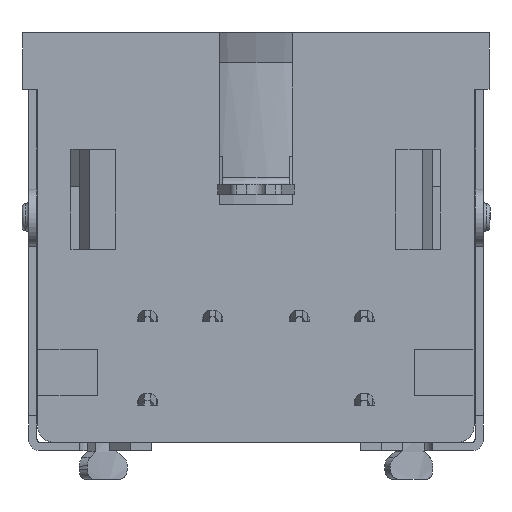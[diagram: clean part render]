
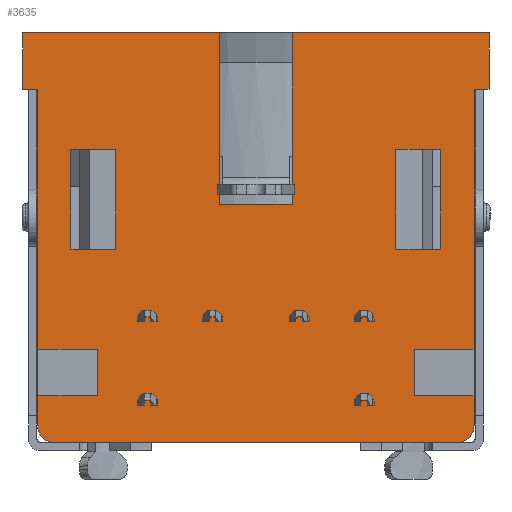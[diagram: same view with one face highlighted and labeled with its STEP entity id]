
A CAD part, front view. The second image highlights one B-rep face of the part: STEP entity #3635.
In plain terms, the highlighted planar face has unit normal (0, -1, 0).
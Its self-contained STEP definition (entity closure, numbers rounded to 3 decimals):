
#3531 = VERTEX_POINT('',#3532);
#3532 = CARTESIAN_POINT('',(8.1,0.,0.));
#3538 = EDGE_CURVE('',#3539,#3531,#3541,.T.);
#3539 = VERTEX_POINT('',#3540);
#3540 = CARTESIAN_POINT('',(14.,0.,0.));
#3541 = LINE('',#3542,#3543);
#3542 = CARTESIAN_POINT('',(14.,0.,0.));
#3543 = VECTOR('',#3544,1.);
#3544 = DIRECTION('',(-1.,0.,0.));
#3563 = VERTEX_POINT('',#3564);
#3564 = CARTESIAN_POINT('',(0.,0.,0.));
#3570 = EDGE_CURVE('',#3571,#3563,#3573,.T.);
#3571 = VERTEX_POINT('',#3572);
#3572 = CARTESIAN_POINT('',(5.9,0.,0.));
#3573 = LINE('',#3574,#3575);
#3574 = CARTESIAN_POINT('',(14.,0.,0.));
#3575 = VECTOR('',#3576,1.);
#3576 = DIRECTION('',(-1.,0.,0.));
#3609 = EDGE_CURVE('',#3539,#3610,#3612,.T.);
#3610 = VERTEX_POINT('',#3611);
#3611 = CARTESIAN_POINT('',(14.,0.,-1.7));
#3612 = LINE('',#3613,#3614);
#3613 = CARTESIAN_POINT('',(14.,0.,0.));
#3614 = VECTOR('',#3615,1.);
#3615 = DIRECTION('',(0.,0.,-1.));
#3635 = ADVANCED_FACE('',(#3636,#3791,#3825),#3859,.T.);
#3636 = FACE_BOUND('',#3637,.T.);
#3637 = EDGE_LOOP('',(#3638,#3646,#3654,#3660,#3661,#3669,#3677,#3685,
    #3693,#3701,#3709,#3717,#3726,#3734,#3743,#3751,#3759,#3767,#3775,
    #3783,#3789,#3790));
#3638 = ORIENTED_EDGE('',*,*,#3639,.T.);
#3639 = EDGE_CURVE('',#3531,#3640,#3642,.T.);
#3640 = VERTEX_POINT('',#3641);
#3641 = CARTESIAN_POINT('',(8.1,0.,-5.15));
#3642 = LINE('',#3643,#3644);
#3643 = CARTESIAN_POINT('',(8.1,0.,0.));
#3644 = VECTOR('',#3645,1.);
#3645 = DIRECTION('',(0.,0.,-1.));
#3646 = ORIENTED_EDGE('',*,*,#3647,.T.);
#3647 = EDGE_CURVE('',#3640,#3648,#3650,.T.);
#3648 = VERTEX_POINT('',#3649);
#3649 = CARTESIAN_POINT('',(5.9,0.,-5.15));
#3650 = LINE('',#3651,#3652);
#3651 = CARTESIAN_POINT('',(8.1,0.,-5.15));
#3652 = VECTOR('',#3653,1.);
#3653 = DIRECTION('',(-1.,0.,0.));
#3654 = ORIENTED_EDGE('',*,*,#3655,.T.);
#3655 = EDGE_CURVE('',#3648,#3571,#3656,.T.);
#3656 = LINE('',#3657,#3658);
#3657 = CARTESIAN_POINT('',(5.9,0.,0.));
#3658 = VECTOR('',#3659,1.);
#3659 = DIRECTION('',(0.,0.,1.));
#3660 = ORIENTED_EDGE('',*,*,#3570,.T.);
#3661 = ORIENTED_EDGE('',*,*,#3662,.T.);
#3662 = EDGE_CURVE('',#3563,#3663,#3665,.T.);
#3663 = VERTEX_POINT('',#3664);
#3664 = CARTESIAN_POINT('',(0.,0.,-1.7));
#3665 = LINE('',#3666,#3667);
#3666 = CARTESIAN_POINT('',(0.,0.,0.));
#3667 = VECTOR('',#3668,1.);
#3668 = DIRECTION('',(0.,0.,-1.));
#3669 = ORIENTED_EDGE('',*,*,#3670,.F.);
#3670 = EDGE_CURVE('',#3671,#3663,#3673,.T.);
#3671 = VERTEX_POINT('',#3672);
#3672 = CARTESIAN_POINT('',(0.45,0.,-1.7));
#3673 = LINE('',#3674,#3675);
#3674 = CARTESIAN_POINT('',(14.,0.,-1.7));
#3675 = VECTOR('',#3676,1.);
#3676 = DIRECTION('',(-1.,0.,0.));
#3677 = ORIENTED_EDGE('',*,*,#3678,.F.);
#3678 = EDGE_CURVE('',#3679,#3671,#3681,.T.);
#3679 = VERTEX_POINT('',#3680);
#3680 = CARTESIAN_POINT('',(0.45,0.,-9.5));
#3681 = LINE('',#3682,#3683);
#3682 = CARTESIAN_POINT('',(0.45,0.,-11.8));
#3683 = VECTOR('',#3684,1.);
#3684 = DIRECTION('',(0.,0.,1.));
#3685 = ORIENTED_EDGE('',*,*,#3686,.T.);
#3686 = EDGE_CURVE('',#3679,#3687,#3689,.T.);
#3687 = VERTEX_POINT('',#3688);
#3688 = CARTESIAN_POINT('',(2.25,0.,-9.5));
#3689 = LINE('',#3690,#3691);
#3690 = CARTESIAN_POINT('',(3.725,0.,-9.5));
#3691 = VECTOR('',#3692,1.);
#3692 = DIRECTION('',(1.,0.,0.));
#3693 = ORIENTED_EDGE('',*,*,#3694,.T.);
#3694 = EDGE_CURVE('',#3687,#3695,#3697,.T.);
#3695 = VERTEX_POINT('',#3696);
#3696 = CARTESIAN_POINT('',(2.25,0.,-10.9));
#3697 = LINE('',#3698,#3699);
#3698 = CARTESIAN_POINT('',(2.25,0.,-8.05));
#3699 = VECTOR('',#3700,1.);
#3700 = DIRECTION('',(0.,0.,-1.));
#3701 = ORIENTED_EDGE('',*,*,#3702,.T.);
#3702 = EDGE_CURVE('',#3695,#3703,#3705,.T.);
#3703 = VERTEX_POINT('',#3704);
#3704 = CARTESIAN_POINT('',(0.45,0.,-10.9));
#3705 = LINE('',#3706,#3707);
#3706 = CARTESIAN_POINT('',(4.625,0.,-10.9));
#3707 = VECTOR('',#3708,1.);
#3708 = DIRECTION('',(-1.,0.,0.));
#3709 = ORIENTED_EDGE('',*,*,#3710,.F.);
#3710 = EDGE_CURVE('',#3711,#3703,#3713,.T.);
#3711 = VERTEX_POINT('',#3712);
#3712 = CARTESIAN_POINT('',(0.45,0.,-11.8));
#3713 = LINE('',#3714,#3715);
#3714 = CARTESIAN_POINT('',(0.45,0.,-11.8));
#3715 = VECTOR('',#3716,1.);
#3716 = DIRECTION('',(0.,0.,1.));
#3717 = ORIENTED_EDGE('',*,*,#3718,.F.);
#3718 = EDGE_CURVE('',#3719,#3711,#3721,.T.);
#3719 = VERTEX_POINT('',#3720);
#3720 = CARTESIAN_POINT('',(0.95,0.,-12.3));
#3721 = CIRCLE('',#3722,0.5);
#3722 = AXIS2_PLACEMENT_3D('',#3723,#3724,#3725);
#3723 = CARTESIAN_POINT('',(0.95,0.,-11.8));
#3724 = DIRECTION('',(0.,1.,0.));
#3725 = DIRECTION('',(0.,0.,-1.));
#3726 = ORIENTED_EDGE('',*,*,#3727,.F.);
#3727 = EDGE_CURVE('',#3728,#3719,#3730,.T.);
#3728 = VERTEX_POINT('',#3729);
#3729 = CARTESIAN_POINT('',(13.05,0.,-12.3));
#3730 = LINE('',#3731,#3732);
#3731 = CARTESIAN_POINT('',(13.05,0.,-12.3));
#3732 = VECTOR('',#3733,1.);
#3733 = DIRECTION('',(-1.,0.,0.));
#3734 = ORIENTED_EDGE('',*,*,#3735,.F.);
#3735 = EDGE_CURVE('',#3736,#3728,#3738,.T.);
#3736 = VERTEX_POINT('',#3737);
#3737 = CARTESIAN_POINT('',(13.55,0.,-11.8));
#3738 = CIRCLE('',#3739,0.5);
#3739 = AXIS2_PLACEMENT_3D('',#3740,#3741,#3742);
#3740 = CARTESIAN_POINT('',(13.05,0.,-11.8));
#3741 = DIRECTION('',(0.,1.,0.));
#3742 = DIRECTION('',(1.,0.,0.));
#3743 = ORIENTED_EDGE('',*,*,#3744,.F.);
#3744 = EDGE_CURVE('',#3745,#3736,#3747,.T.);
#3745 = VERTEX_POINT('',#3746);
#3746 = CARTESIAN_POINT('',(13.55,0.,-10.9));
#3747 = LINE('',#3748,#3749);
#3748 = CARTESIAN_POINT('',(13.55,0.,-1.7));
#3749 = VECTOR('',#3750,1.);
#3750 = DIRECTION('',(0.,0.,-1.));
#3751 = ORIENTED_EDGE('',*,*,#3752,.T.);
#3752 = EDGE_CURVE('',#3745,#3753,#3755,.T.);
#3753 = VERTEX_POINT('',#3754);
#3754 = CARTESIAN_POINT('',(11.75,0.,-10.9));
#3755 = LINE('',#3756,#3757);
#3756 = CARTESIAN_POINT('',(10.275,0.,-10.9)
  );
#3757 = VECTOR('',#3758,1.);
#3758 = DIRECTION('',(-1.,0.,0.));
#3759 = ORIENTED_EDGE('',*,*,#3760,.T.);
#3760 = EDGE_CURVE('',#3753,#3761,#3763,.T.);
#3761 = VERTEX_POINT('',#3762);
#3762 = CARTESIAN_POINT('',(11.75,0.,-9.5));
#3763 = LINE('',#3764,#3765);
#3764 = CARTESIAN_POINT('',(11.75,0.,-8.75));
#3765 = VECTOR('',#3766,1.);
#3766 = DIRECTION('',(0.,0.,1.));
#3767 = ORIENTED_EDGE('',*,*,#3768,.T.);
#3768 = EDGE_CURVE('',#3761,#3769,#3771,.T.);
#3769 = VERTEX_POINT('',#3770);
#3770 = CARTESIAN_POINT('',(13.55,0.,-9.5));
#3771 = LINE('',#3772,#3773);
#3772 = CARTESIAN_POINT('',(9.375,0.,-9.5));
#3773 = VECTOR('',#3774,1.);
#3774 = DIRECTION('',(1.,0.,0.));
#3775 = ORIENTED_EDGE('',*,*,#3776,.F.);
#3776 = EDGE_CURVE('',#3777,#3769,#3779,.T.);
#3777 = VERTEX_POINT('',#3778);
#3778 = CARTESIAN_POINT('',(13.55,0.,-1.7));
#3779 = LINE('',#3780,#3781);
#3780 = CARTESIAN_POINT('',(13.55,0.,-1.7));
#3781 = VECTOR('',#3782,1.);
#3782 = DIRECTION('',(0.,0.,-1.));
#3783 = ORIENTED_EDGE('',*,*,#3784,.F.);
#3784 = EDGE_CURVE('',#3610,#3777,#3785,.T.);
#3785 = LINE('',#3786,#3787);
#3786 = CARTESIAN_POINT('',(14.,0.,-1.7));
#3787 = VECTOR('',#3788,1.);
#3788 = DIRECTION('',(-1.,0.,0.));
#3789 = ORIENTED_EDGE('',*,*,#3609,.F.);
#3790 = ORIENTED_EDGE('',*,*,#3538,.T.);
#3791 = FACE_BOUND('',#3792,.T.);
#3792 = EDGE_LOOP('',(#3793,#3803,#3811,#3819));
#3793 = ORIENTED_EDGE('',*,*,#3794,.T.);
#3794 = EDGE_CURVE('',#3795,#3797,#3799,.T.);
#3795 = VERTEX_POINT('',#3796);
#3796 = CARTESIAN_POINT('',(12.55,0.,-3.5));
#3797 = VERTEX_POINT('',#3798);
#3798 = CARTESIAN_POINT('',(12.55,0.,-6.5));
#3799 = LINE('',#3800,#3801);
#3800 = CARTESIAN_POINT('',(12.55,0.,-5.05));
#3801 = VECTOR('',#3802,1.);
#3802 = DIRECTION('',(0.,0.,-1.));
#3803 = ORIENTED_EDGE('',*,*,#3804,.T.);
#3804 = EDGE_CURVE('',#3797,#3805,#3807,.T.);
#3805 = VERTEX_POINT('',#3806);
#3806 = CARTESIAN_POINT('',(11.2,0.,-6.5));
#3807 = LINE('',#3808,#3809);
#3808 = CARTESIAN_POINT('',(9.775,0.,-6.5));
#3809 = VECTOR('',#3810,1.);
#3810 = DIRECTION('',(-1.,0.,0.));
#3811 = ORIENTED_EDGE('',*,*,#3812,.T.);
#3812 = EDGE_CURVE('',#3805,#3813,#3815,.T.);
#3813 = VERTEX_POINT('',#3814);
#3814 = CARTESIAN_POINT('',(11.2,0.,-3.5));
#3815 = LINE('',#3816,#3817);
#3816 = CARTESIAN_POINT('',(11.2,0.,-6.55));
#3817 = VECTOR('',#3818,1.);
#3818 = DIRECTION('',(0.,0.,1.));
#3819 = ORIENTED_EDGE('',*,*,#3820,.T.);
#3820 = EDGE_CURVE('',#3813,#3795,#3821,.T.);
#3821 = LINE('',#3822,#3823);
#3822 = CARTESIAN_POINT('',(9.1,0.,-3.5));
#3823 = VECTOR('',#3824,1.);
#3824 = DIRECTION('',(1.,0.,0.));
#3825 = FACE_BOUND('',#3826,.T.);
#3826 = EDGE_LOOP('',(#3827,#3837,#3845,#3853));
#3827 = ORIENTED_EDGE('',*,*,#3828,.T.);
#3828 = EDGE_CURVE('',#3829,#3831,#3833,.T.);
#3829 = VERTEX_POINT('',#3830);
#3830 = CARTESIAN_POINT('',(1.45,0.,-6.5));
#3831 = VERTEX_POINT('',#3832);
#3832 = CARTESIAN_POINT('',(1.45,0.,-3.5));
#3833 = LINE('',#3834,#3835);
#3834 = CARTESIAN_POINT('',(1.45,0.,-6.55));
#3835 = VECTOR('',#3836,1.);
#3836 = DIRECTION('',(0.,0.,1.));
#3837 = ORIENTED_EDGE('',*,*,#3838,.T.);
#3838 = EDGE_CURVE('',#3831,#3839,#3841,.T.);
#3839 = VERTEX_POINT('',#3840);
#3840 = CARTESIAN_POINT('',(2.8,0.,-3.5));
#3841 = LINE('',#3842,#3843);
#3842 = CARTESIAN_POINT('',(4.225,0.,-3.5));
#3843 = VECTOR('',#3844,1.);
#3844 = DIRECTION('',(1.,0.,0.));
#3845 = ORIENTED_EDGE('',*,*,#3846,.T.);
#3846 = EDGE_CURVE('',#3839,#3847,#3849,.T.);
#3847 = VERTEX_POINT('',#3848);
#3848 = CARTESIAN_POINT('',(2.8,0.,-6.5));
#3849 = LINE('',#3850,#3851);
#3850 = CARTESIAN_POINT('',(2.8,0.,-5.05));
#3851 = VECTOR('',#3852,1.);
#3852 = DIRECTION('',(0.,0.,-1.));
#3853 = ORIENTED_EDGE('',*,*,#3854,.T.);
#3854 = EDGE_CURVE('',#3847,#3829,#3855,.T.);
#3855 = LINE('',#3856,#3857);
#3856 = CARTESIAN_POINT('',(4.9,0.,-6.5));
#3857 = VECTOR('',#3858,1.);
#3858 = DIRECTION('',(-1.,0.,0.));
#3859 = PLANE('',#3860);
#3860 = AXIS2_PLACEMENT_3D('',#3861,#3862,#3863);
#3861 = CARTESIAN_POINT('',(14.,0.,0.));
#3862 = DIRECTION('',(0.,-1.,0.));
#3863 = DIRECTION('',(0.,0.,1.));
